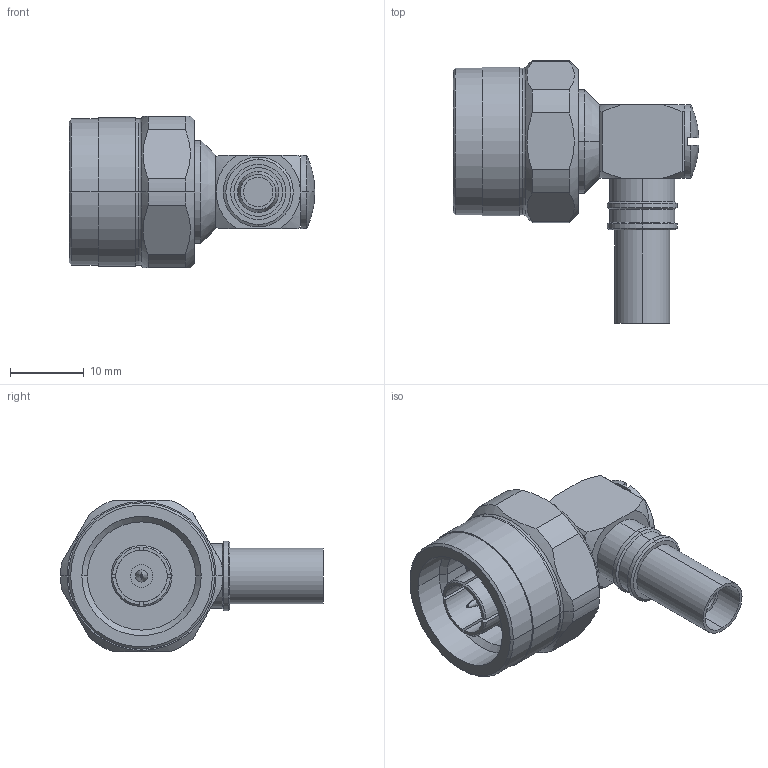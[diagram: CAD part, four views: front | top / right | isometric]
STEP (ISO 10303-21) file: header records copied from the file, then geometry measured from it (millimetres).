
FILE_DESCRIPTION (( 'STEP AP203' ), '1' );
FILE_NAME ('3190-6549(TC-240-NMH-RA-D).STEP', '2020-02-18T02:57:20', ( '' ), ( '' ), 'SwSTEP 2.0', 'SolidWorks 2017', '' );
FILE_SCHEMA (( 'CONFIG_CONTROL_DESIGN' ));
Length unit declared in the file: millimetre
Products named in the file (1): 3190-6549(TC-240-NMH-RA-D)
Bounding box: 33.36 x 35.7 x 20.6 mm (x, y, z)
Volume: 6144 mm3; surface area: 4575.8 mm2
Topology: 1 solids, 1 shells, 157 faces, 367 edges, 226 vertices
Faces by surface type: plane 64, cylinder 51, cone 34, torus 4, sphere 4
Entity records: 4714 total; most frequent: CARTESIAN_POINT 999, DIRECTION 809, ORIENTED_EDGE 734, EDGE_CURVE 367, AXIS2_PLACEMENT_3D 334, VERTEX_POINT 226, CIRCLE 176, EDGE_LOOP 171
